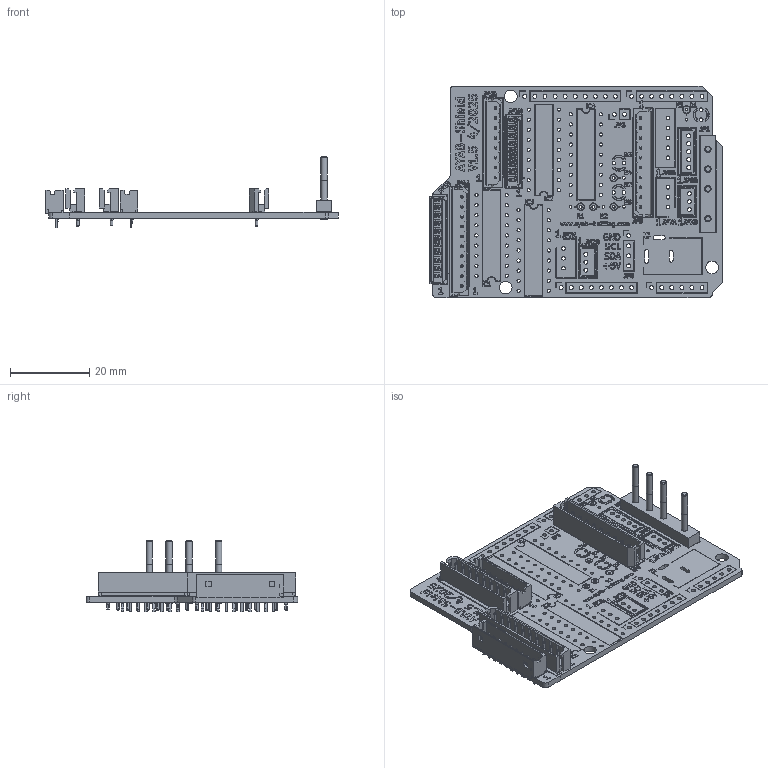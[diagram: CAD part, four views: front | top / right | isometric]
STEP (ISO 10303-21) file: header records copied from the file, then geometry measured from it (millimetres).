
FILE_DESCRIPTION(('KiCad electronic assembly'),'2;1');
FILE_NAME('ayab.step','2025-04-14T00:43:32',('Pcbnew'),('Kicad'), 'Open CASCADE STEP processor 7.6','KiCad to STEP converter','Unknown' );
FILE_SCHEMA(('AUTOMOTIVE_DESIGN { 1 0 10303 214 1 1 1 1 }'));
Length unit declared in the file: millimetre
Products named in the file (16): ayab 1; 99-99-0994; SOLID; COMPOUND; 53014-0810; 53014-1010; Brother_4P; 99-99-0992; arduino_shield_silkscreen; arduino_shield_PCB
Assembly tree (16 placements, depth 3):
  ayab 1
    99-99-0994  x2
      SOLID
      COMPOUND
    53014-0810
      SOLID
      COMPOUND
    53014-1010
      SOLID
      COMPOUND
    Brother_4P
    99-99-0992
      SOLID
      COMPOUND
    arduino_shield_silkscreen
    arduino_shield_PCB
Bounding box: 73.75 x 53.34 x 17.93 mm (x, y, z)
Volume: 7428.9 mm3; surface area: 13840 mm2
Topology: 7 solids, 206 shells, 1984 faces, 8182 edges, 6659 vertices
Faces by surface type: plane 1434, cylinder 414, bspline 124, cone 12
Full cylindrical faces by diameter (mm): 0.7 x10, 0.8 x72, 0.85 x8, 0.9 x55, 1 x44, 1.05 x5, 1.6 x12, 2 x4, 3.2 x3
Entity records: 82710 total; most frequent: CARTESIAN_POINT 18000, DIRECTION 13063, ORIENTED_EDGE 11707, EDGE_CURVE 7603, VERTEX_POINT 6099, LINE 5827, VECTOR 5827, AXIS2_PLACEMENT_3D 3618
